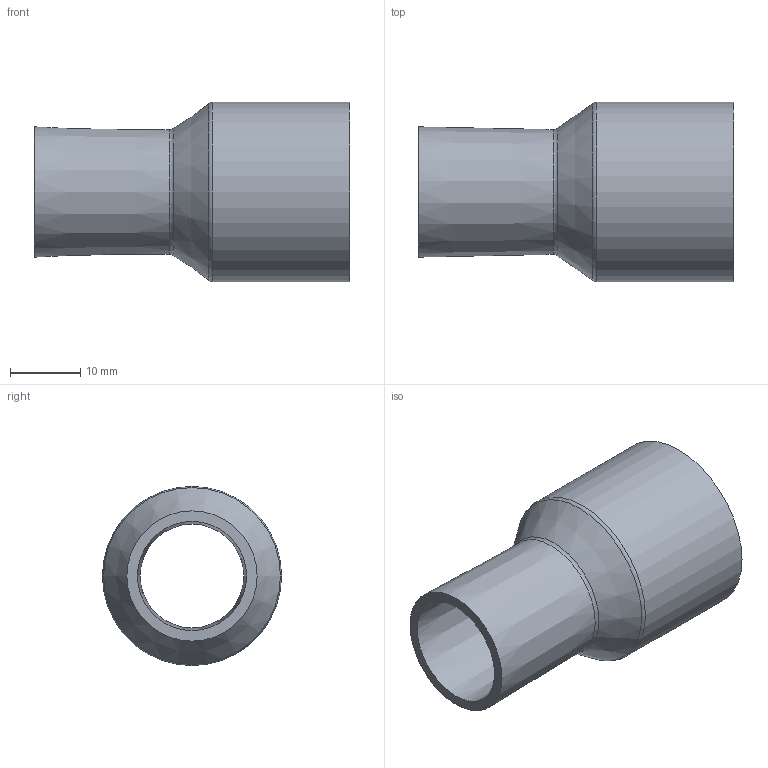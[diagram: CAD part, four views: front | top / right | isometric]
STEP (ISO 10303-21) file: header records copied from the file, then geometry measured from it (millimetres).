
FILE_DESCRIPTION(/* description */ (''),/* implementation_level */ '2;1');
FILE_NAME(/* name */ 'Conector Rigido 22-15.step',/* time_stamp */ '2020-04-01T00:11:26+02:00',/* author */ (''),/* organization */ (''),/* preprocessor_version */ 'ST-DEVELOPER v18',/* originating_system */ 'Autodesk Translation Framework v8.12.0.6',/* authorisation */ '');
FILE_SCHEMA (('AUTOMOTIVE_DESIGN { 1 0 10303 214 3 1 1 }'));
Length unit declared in the file: millimetre
Products named in the file (1): Conector Rigido 22-15
Bounding box: 45 x 25.6 x 25.6 mm (x, y, z)
Volume: 4703.6 mm3; surface area: 6067.6 mm2
Topology: 1 solids, 1 shells, 11 faces, 38 edges, 28 vertices
Faces by surface type: cone 6, torus 3, cylinder 1, plane 1
Full cylindrical faces by diameter (mm): 25.6 x1
Entity records: 484 total; most frequent: DIRECTION 93, CARTESIAN_POINT 78, ORIENTED_EDGE 76, AXIS2_PLACEMENT_3D 43, EDGE_CURVE 38, CIRCLE 31, VERTEX_POINT 28, EDGE_LOOP 12
